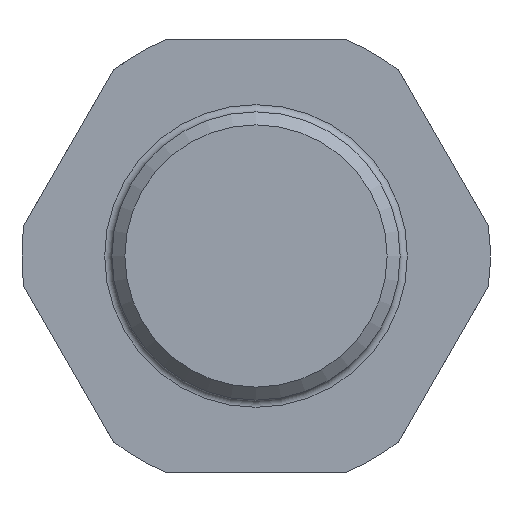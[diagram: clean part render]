
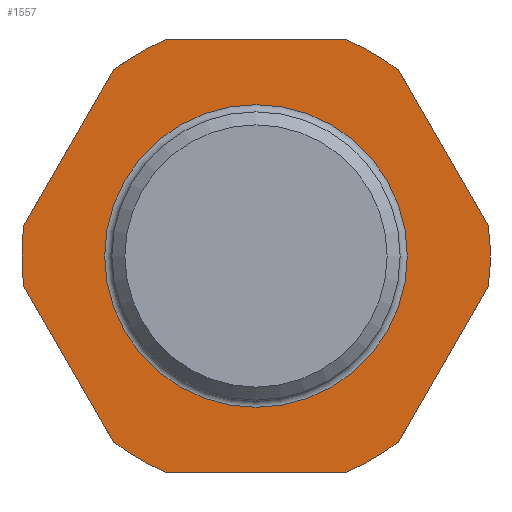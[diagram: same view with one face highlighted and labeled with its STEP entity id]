
A CAD part, left-side view. The second image highlights one B-rep face of the part: STEP entity #1557.
In plain terms, the highlighted planar face has unit normal (-1, 0, 0).
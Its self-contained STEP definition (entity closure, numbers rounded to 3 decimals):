
#37=LINE('',#2575,#67);
#40=LINE('',#2601,#70);
#43=LINE('',#2627,#73);
#46=LINE('',#2653,#76);
#49=LINE('',#2679,#79);
#52=LINE('',#2705,#82);
#67=VECTOR('',#2082,10.);
#70=VECTOR('',#2087,10.);
#73=VECTOR('',#2092,10.);
#76=VECTOR('',#2097,10.);
#79=VECTOR('',#2102,10.);
#82=VECTOR('',#2107,10.);
#121=PLANE('',#1765);
#307=FACE_BOUND('',#623,.T.);
#453=FACE_OUTER_BOUND('',#622,.T.);
#622=EDGE_LOOP('',(#1308,#1309,#1310,#1311,#1312,#1313,#1314,#1315,#1316,
#1317,#1318,#1319));
#623=EDGE_LOOP('',(#1320));
#781=CIRCLE('',#1748,16.25);
#784=CIRCLE('',#1752,16.25);
#785=CIRCLE('',#1754,16.25);
#788=CIRCLE('',#1758,16.25);
#789=CIRCLE('',#1760,16.25);
#793=CIRCLE('',#1766,16.25);
#794=CIRCLE('',#1767,10.5);
#901=VERTEX_POINT('',#2572);
#902=VERTEX_POINT('',#2574);
#905=VERTEX_POINT('',#2598);
#906=VERTEX_POINT('',#2600);
#909=VERTEX_POINT('',#2624);
#910=VERTEX_POINT('',#2626);
#913=VERTEX_POINT('',#2650);
#914=VERTEX_POINT('',#2652);
#917=VERTEX_POINT('',#2676);
#918=VERTEX_POINT('',#2678);
#921=VERTEX_POINT('',#2702);
#922=VERTEX_POINT('',#2704);
#924=VERTEX_POINT('',#2728);
#1043=EDGE_CURVE('',#902,#901,#37,.T.);
#1047=EDGE_CURVE('',#906,#905,#40,.T.);
#1051=EDGE_CURVE('',#910,#909,#43,.T.);
#1055=EDGE_CURVE('',#914,#913,#46,.T.);
#1059=EDGE_CURVE('',#918,#917,#49,.T.);
#1063=EDGE_CURVE('',#922,#921,#52,.T.);
#1065=EDGE_CURVE('',#910,#913,#781,.T.);
#1068=EDGE_CURVE('',#922,#909,#784,.T.);
#1069=EDGE_CURVE('',#906,#917,#785,.T.);
#1072=EDGE_CURVE('',#914,#905,#788,.T.);
#1073=EDGE_CURVE('',#902,#921,#789,.T.);
#1077=EDGE_CURVE('',#918,#901,#793,.T.);
#1078=EDGE_CURVE('',#924,#924,#794,.T.);
#1308=ORIENTED_EDGE('',*,*,#1043,.T.);
#1309=ORIENTED_EDGE('',*,*,#1077,.F.);
#1310=ORIENTED_EDGE('',*,*,#1059,.T.);
#1311=ORIENTED_EDGE('',*,*,#1069,.F.);
#1312=ORIENTED_EDGE('',*,*,#1047,.T.);
#1313=ORIENTED_EDGE('',*,*,#1072,.F.);
#1314=ORIENTED_EDGE('',*,*,#1055,.T.);
#1315=ORIENTED_EDGE('',*,*,#1065,.F.);
#1316=ORIENTED_EDGE('',*,*,#1051,.T.);
#1317=ORIENTED_EDGE('',*,*,#1068,.F.);
#1318=ORIENTED_EDGE('',*,*,#1063,.T.);
#1319=ORIENTED_EDGE('',*,*,#1073,.F.);
#1320=ORIENTED_EDGE('',*,*,#1078,.T.);
#1557=ADVANCED_FACE('',(#453,#307),#121,.T.);
#1748=AXIS2_PLACEMENT_3D('',#2708,#2111,#2112);
#1752=AXIS2_PLACEMENT_3D('',#2712,#2119,#2120);
#1754=AXIS2_PLACEMENT_3D('',#2714,#2123,#2124);
#1758=AXIS2_PLACEMENT_3D('',#2718,#2131,#2132);
#1760=AXIS2_PLACEMENT_3D('',#2720,#2135,#2136);
#1765=AXIS2_PLACEMENT_3D('',#2726,#2145,#2146);
#1766=AXIS2_PLACEMENT_3D('',#2727,#2147,#2148);
#1767=AXIS2_PLACEMENT_3D('',#2729,#2149,#2150);
#2082=DIRECTION('',(0.,0.5,0.866));
#2087=DIRECTION('',(0.,0.5,-0.866));
#2092=DIRECTION('',(0.,-1.,0.));
#2097=DIRECTION('',(0.,-0.5,-0.866));
#2102=DIRECTION('',(0.,1.,0.));
#2107=DIRECTION('',(0.,-0.5,0.866));
#2111=DIRECTION('center_axis',(1.,0.,0.));
#2112=DIRECTION('ref_axis',(0.,0.,
1.));
#2119=DIRECTION('center_axis',(1.,0.,0.));
#2120=DIRECTION('ref_axis',(0.,0.,
1.));
#2123=DIRECTION('center_axis',(1.,0.,0.));
#2124=DIRECTION('ref_axis',(0.,0.,
1.));
#2131=DIRECTION('center_axis',(1.,0.,0.));
#2132=DIRECTION('ref_axis',(0.,0.,
1.));
#2135=DIRECTION('center_axis',(1.,0.,0.));
#2136=DIRECTION('ref_axis',(0.,0.,
1.));
#2145=DIRECTION('center_axis',(-1.,0.,0.));
#2146=DIRECTION('ref_axis',(0.,0.,-1.));
#2147=DIRECTION('center_axis',(1.,0.,0.));
#2148=DIRECTION('ref_axis',(0.,0.,
1.));
#2149=DIRECTION('center_axis',(1.,0.,0.));
#2150=DIRECTION('ref_axis',(0.,0.,
1.));
#2572=CARTESIAN_POINT('',(-23.5,-9.865,12.913));
#2574=CARTESIAN_POINT('',(-23.5,-16.115,2.087));
#2575=CARTESIAN_POINT('',(-23.5,-16.584,1.275));
#2598=CARTESIAN_POINT('',(-23.5,16.115,2.087));
#2600=CARTESIAN_POINT('',(-23.5,9.865,12.913));
#2601=CARTESIAN_POINT('',(-23.5,9.397,13.725));
#2624=CARTESIAN_POINT('',(-23.5,-6.25,-15.));
#2626=CARTESIAN_POINT('',(-23.5,6.25,-15.));
#2627=CARTESIAN_POINT('',(-23.5,-5.,-15.));
#2650=CARTESIAN_POINT('',(-23.5,9.865,-12.913));
#2652=CARTESIAN_POINT('',(-23.5,16.115,-2.087));
#2653=CARTESIAN_POINT('',(-23.5,12.522,-8.312));
#2676=CARTESIAN_POINT('',(-23.5,6.25,15.));
#2678=CARTESIAN_POINT('',(-23.5,-6.25,15.));
#2679=CARTESIAN_POINT('',(-23.5,-11.25,15.));
#2702=CARTESIAN_POINT('',(-23.5,-16.115,-2.087));
#2704=CARTESIAN_POINT('',(-23.5,-9.865,-12.913));
#2705=CARTESIAN_POINT('',(-23.5,-13.459,-6.688));
#2708=CARTESIAN_POINT('Origin',(-23.5,0.,
0.));
#2712=CARTESIAN_POINT('Origin',(-23.5,0.,
0.));
#2714=CARTESIAN_POINT('Origin',(-23.5,0.,
0.));
#2718=CARTESIAN_POINT('Origin',(-23.5,0.,
0.));
#2720=CARTESIAN_POINT('Origin',(-23.5,0.,
0.));
#2726=CARTESIAN_POINT('Origin',(-23.5,-16.25,0.));
#2727=CARTESIAN_POINT('Origin',(-23.5,0.,
0.));
#2728=CARTESIAN_POINT('',(-23.5,-10.5,0.));
#2729=CARTESIAN_POINT('Origin',(-23.5,0.,
0.));
